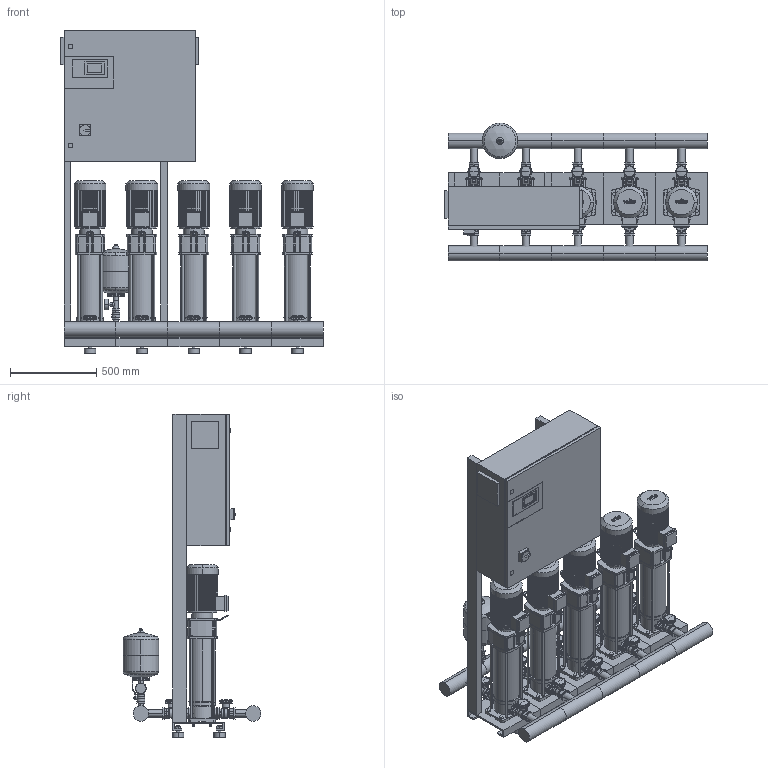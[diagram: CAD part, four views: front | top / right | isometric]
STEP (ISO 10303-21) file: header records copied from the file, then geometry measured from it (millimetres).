
FILE_DESCRIPTION((''),'2;1');
FILE_NAME('3d_COR-5HELIXV608_K_CC-01-2535427.stp','2016-01-22T12:57:43',(''),(''),'Mechanical Desktop 2009','Mechanical Desktop 2009',', , ');
FILE_SCHEMA(('CONFIG_CONTROL_DESIGN'));
Length unit declared in the file: millimetre
Products named in the file (1): Product
Bounding box: 1520 x 797.45 x 1870 mm (x, y, z)
Volume: 286953405.7 mm3; surface area: 12337581.4 mm2
Topology: 200 solids, 200 shells, 6124 faces, 15689 edges, 10313 vertices
Faces by surface type: plane 2787, cylinder 1675, bspline 1382, cone 252, torus 26, sphere 2
Entity records: 195797 total; most frequent: CARTESIAN_POINT 47567, ORIENTED_EDGE 31338, DIRECTION 29022, EDGE_CURVE 15669, VERTEX_POINT 10307, VECTOR 10286, LINE 10286, AXIS2_PLACEMENT_3D 9368
